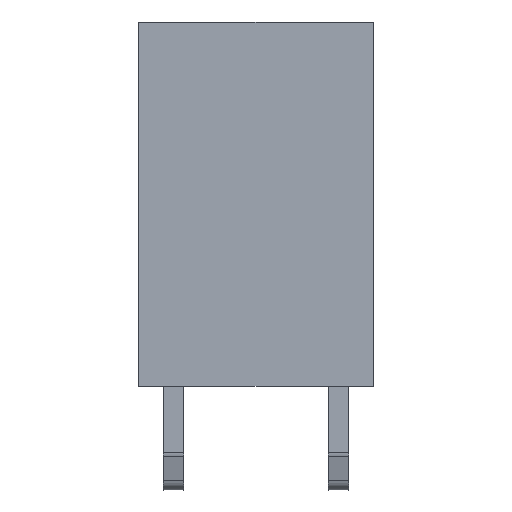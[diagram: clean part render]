
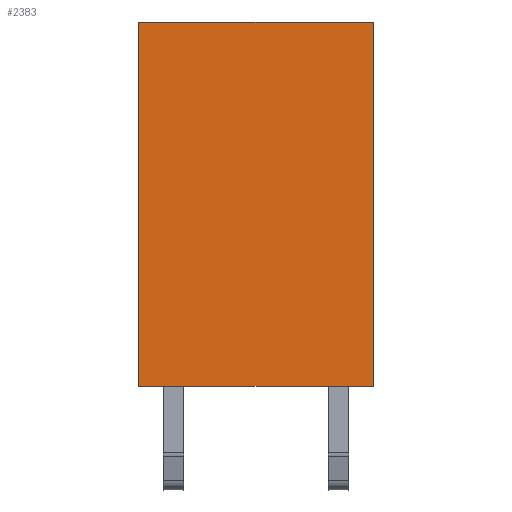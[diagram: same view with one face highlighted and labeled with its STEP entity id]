
A CAD part, front view. The second image highlights one B-rep face of the part: STEP entity #2383.
In plain terms, the highlighted planar face has unit normal (0, -1, 0).
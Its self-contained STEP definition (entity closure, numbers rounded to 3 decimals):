
#2320=CARTESIAN_POINT('',(4.5,-2.65,0.0));
#2321=VERTEX_POINT('',#2320);
#2336=CARTESIAN_POINT('',(4.5,-2.65,14.0));
#2337=VERTEX_POINT('',#2336);
#2344=CARTESIAN_POINT('',(4.5,-2.65,0.0));
#2345=DIRECTION('',(0.0,0.0,1.0));
#2346=VECTOR('',#2345,14.0);
#2347=LINE('',#2344,#2346);
#2348=EDGE_CURVE('',#2321,#2337,#2347,.T.);
#2353=CARTESIAN_POINT('',(-4.5,-2.65,0.0));
#2354=DIRECTION('',(0.0,-1.0,0.0));
#2355=DIRECTION('',(1.0,0.0,0.0));
#2356=AXIS2_PLACEMENT_3D('',#2353,#2354,#2355);
#2357=PLANE('',#2356);
#2358=CARTESIAN_POINT('',(-4.5,-2.65,0.0));
#2359=VERTEX_POINT('',#2358);
#2360=CARTESIAN_POINT('',(4.5,-2.65,0.0));
#2361=DIRECTION('',(-1.0,0.0,0.0));
#2362=VECTOR('',#2361,9.0);
#2363=LINE('',#2360,#2362);
#2364=EDGE_CURVE('',#2321,#2359,#2363,.T.);
#2365=ORIENTED_EDGE('',*,*,#2364,.F.);
#2366=ORIENTED_EDGE('',*,*,#2348,.T.);
#2367=CARTESIAN_POINT('',(-4.5,-2.65,14.0));
#2368=VERTEX_POINT('',#2367);
#2369=CARTESIAN_POINT('',(-4.5,-2.65,14.0));
#2370=DIRECTION('',(1.0,0.0,0.0));
#2371=VECTOR('',#2370,9.0);
#2372=LINE('',#2369,#2371);
#2373=EDGE_CURVE('',#2368,#2337,#2372,.T.);
#2374=ORIENTED_EDGE('',*,*,#2373,.F.);
#2375=CARTESIAN_POINT('',(-4.5,-2.65,0.0));
#2376=DIRECTION('',(0.0,0.0,1.0));
#2377=VECTOR('',#2376,14.0);
#2378=LINE('',#2375,#2377);
#2379=EDGE_CURVE('',#2359,#2368,#2378,.T.);
#2380=ORIENTED_EDGE('',*,*,#2379,.F.);
#2381=EDGE_LOOP('',(#2365,#2366,#2374,#2380));
#2382=FACE_OUTER_BOUND('',#2381,.T.);
#2383=ADVANCED_FACE('',(#2382),#2357,.T.);
